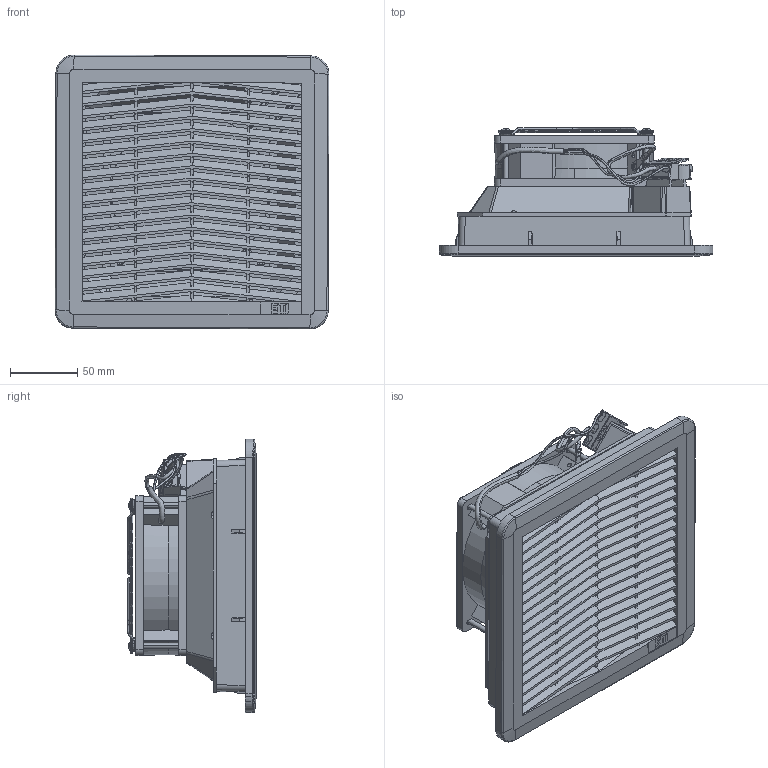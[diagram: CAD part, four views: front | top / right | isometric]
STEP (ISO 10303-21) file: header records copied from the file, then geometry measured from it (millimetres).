
FILE_DESCRIPTION((''),'2;1');
FILE_NAME('ASM0001_ASM','2024-08-26T07:30:18',('klemen.sitar'),('Audax d.o.o.'),'CREO PARAMETRIC BY PTC INC, 2021304','CREO PARAMETRIC BY PTC INC, 2021304','');
FILE_SCHEMA(('AP242_MANAGED_MODEL_BASED_3D_ENGINEERING_MIM_LF { 1 0 10303 442 1 1 4 }'));
Products named in the file (25): RACCORDO29; __109842__CMT135__X_4715FS__-13; __109842__CMT135__X_4715FS__-14; __109842__CMT135__X_4715FS__-15; __109842__CMT135__X_4715FS__-16; BREP_14; BREP_13; BREP_12; BREP_11; BREP_10; BREP_9; BREP_8; BREP_7; BREP_6; BREP_5; BREP_4; BREP_3; BREP_2; BREP_1; Z1; PRT0006; PRT0007; PRT0009; PRT0006_1_1_1_1_1; ASM0001_ASM
Assembly tree (24 placements, depth 2):
  ASM0001_ASM
    RACCORDO29
    __109842__CMT135__X_4715FS__-13
    __109842__CMT135__X_4715FS__-14
    __109842__CMT135__X_4715FS__-15
    __109842__CMT135__X_4715FS__-16
    BREP_14
    BREP_13
    BREP_12
    BREP_11
    BREP_10
    BREP_9
    BREP_8
    BREP_7
    BREP_6
    BREP_5
    BREP_4
    BREP_3
    BREP_2
    BREP_1
    Z1
    PRT0006
    PRT0007
    PRT0009
    PRT0006_1_1_1_1_1
Bounding box: 204.12 x 95.5 x 204.12 mm (x, y, z)
Volume: 80669.8 mm3; surface area: 219408.7 mm2
Topology: 19 solids, 26 shells, 1431 faces, 4316 edges, 2864 vertices
Faces by surface type: plane 923, cylinder 293, torus 95, cone 50, bspline 40, sphere 30
Entity records: 126115 total; most frequent: CARTESIAN_POINT 61603, ORIENTED_EDGE 8507, DIRECTION 7560, PRESENTATION_STYLE_ASSIGNMENT 5765, STYLED_ITEM 5765, CURVE_STYLE 4308, EDGE_CURVE 4308, VECTOR 2946
